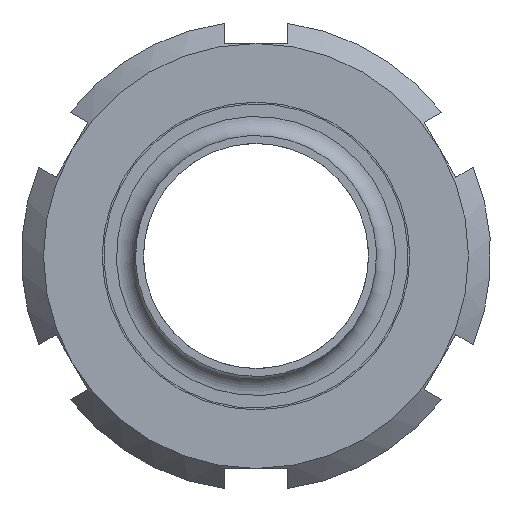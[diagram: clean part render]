
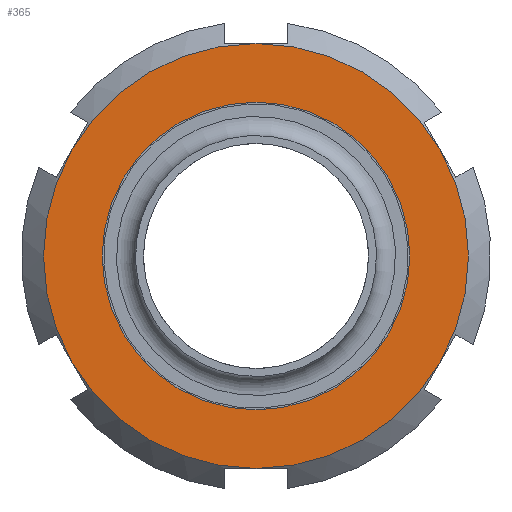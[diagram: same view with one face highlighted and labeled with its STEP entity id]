
A CAD part, front view. The second image highlights one B-rep face of the part: STEP entity #365.
In plain terms, the highlighted planar face has unit normal (0, -1, 0).
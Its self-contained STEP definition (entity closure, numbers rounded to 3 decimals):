
#18 = CARTESIAN_POINT ( 'NONE',  ( 29.012, 0., -16.75 ) ) ;
#19 = CARTESIAN_POINT ( 'NONE',  ( 0., 0., -33.5 ) ) ;
#30 = CARTESIAN_POINT ( 'NONE',  ( 29.012, 0., 16.75 ) ) ;
#40 = CARTESIAN_POINT ( 'NONE',  ( 0., 0., 33.5 ) ) ;
#49 = CARTESIAN_POINT ( 'NONE',  ( -29.012, 0., 16.75 ) ) ;
#59 = CARTESIAN_POINT ( 'NONE',  ( -29.012, 0., -16.75 ) ) ;
#115 = CARTESIAN_POINT ( 'NONE',  ( 33.5, 0., 0. ) ) ;
#118 = PLANE ( 'NONE',  #940 ) ;
#161 = EDGE_LOOP ( 'NONE', ( #317 ) ) ;
#166 = EDGE_LOOP ( 'NONE', ( #311, #312, #313, #314, #315, #316 ) ) ;
#227 = VERTEX_POINT ( 'NONE', #18 ) ;
#228 = VERTEX_POINT ( 'NONE', #19 ) ;
#239 = VERTEX_POINT ( 'NONE', #30 ) ;
#249 = VERTEX_POINT ( 'NONE', #40 ) ;
#258 = VERTEX_POINT ( 'NONE', #49 ) ;
#268 = VERTEX_POINT ( 'NONE', #59 ) ;
#311 = ORIENTED_EDGE ( 'NONE', *, *, #547, .F. ) ;
#312 = ORIENTED_EDGE ( 'NONE', *, *, #890, .F. ) ;
#313 = ORIENTED_EDGE ( 'NONE', *, *, #906, .F. ) ;
#314 = ORIENTED_EDGE ( 'NONE', *, *, #514, .F. ) ;
#315 = ORIENTED_EDGE ( 'NONE', *, *, #528, .F. ) ;
#316 = ORIENTED_EDGE ( 'NONE', *, *, #542, .F. ) ;
#317 = ORIENTED_EDGE ( 'NONE', *, *, #548, .T. ) ;
#365 = ADVANCED_FACE ( 'NONE', ( #696, #710 ), #118, .F. ) ;
#473 = DIRECTION ( 'NONE',  ( 0., 0., 1. ) ) ;
#474 = DIRECTION ( 'NONE',  ( 0., 1., 0. ) ) ;
#489 = DIRECTION ( 'NONE',  ( 0., 0., 1. ) ) ;
#514 = EDGE_CURVE ( 'NONE', #249, #239, #766, .T. ) ;
#528 = EDGE_CURVE ( 'NONE', #258, #249, #780, .T. ) ;
#542 = EDGE_CURVE ( 'NONE', #268, #258, #788, .T. ) ;
#547 = EDGE_CURVE ( 'NONE', #228, #268, #794, .T. ) ;
#548 = EDGE_CURVE ( 'NONE', #1753, #1753, #793, .T. ) ;
#696 = FACE_OUTER_BOUND ( 'NONE', #166, .T. ) ;
#710 = FACE_BOUND ( 'NONE', #161, .T. ) ;
#766 = CIRCLE ( 'NONE', #1251, 33.5 ) ;
#780 = CIRCLE ( 'NONE', #1255, 33.5 ) ;
#788 = CIRCLE ( 'NONE', #1259, 33.5 ) ;
#793 = CIRCLE ( 'NONE', #1263, 24.25 ) ;
#794 = CIRCLE ( 'NONE', #1262, 33.5 ) ;
#843 = CIRCLE ( 'NONE', #1286, 33.5 ) ;
#890 = EDGE_CURVE ( 'NONE', #227, #228, #843, .T. ) ;
#906 = EDGE_CURVE ( 'NONE', #239, #227, #1707, .T. ) ;
#940 = AXIS2_PLACEMENT_3D ( 'NONE', #115, #474, #473 ) ;
#1117 = CARTESIAN_POINT ( 'NONE',  ( 0., 0., 0. ) ) ;
#1118 = DIRECTION ( 'NONE',  ( 0., 1., 0. ) ) ;
#1119 = DIRECTION ( 'NONE',  ( 0., 0., 1. ) ) ;
#1169 = CARTESIAN_POINT ( 'NONE',  ( 0., 0., 0. ) ) ;
#1170 = DIRECTION ( 'NONE',  ( 0., 1., 0. ) ) ;
#1171 = DIRECTION ( 'NONE',  ( 0., 0., 1. ) ) ;
#1217 = CARTESIAN_POINT ( 'NONE',  ( 0., 0., 0. ) ) ;
#1218 = DIRECTION ( 'NONE',  ( 0., 1., 0. ) ) ;
#1219 = DIRECTION ( 'NONE',  ( 0., 0., 1. ) ) ;
#1228 = CARTESIAN_POINT ( 'NONE',  ( 0., 0., 0. ) ) ;
#1229 = DIRECTION ( 'NONE',  ( 0., 1., 0. ) ) ;
#1251 = AXIS2_PLACEMENT_3D ( 'NONE', #1117, #1118, #1119 ) ;
#1255 = AXIS2_PLACEMENT_3D ( 'NONE', #1169, #1170, #1171 ) ;
#1259 = AXIS2_PLACEMENT_3D ( 'NONE', #1217, #1218, #1219 ) ;
#1262 = AXIS2_PLACEMENT_3D ( 'NONE', #1228, #1229, #489 ) ;
#1263 = AXIS2_PLACEMENT_3D ( 'NONE', #1447, #1448, #1449 ) ;
#1286 = AXIS2_PLACEMENT_3D ( 'NONE', #1607, #1608, #1609 ) ;
#1290 = AXIS2_PLACEMENT_3D ( 'NONE', #1662, #1663, #1664 ) ;
#1447 = CARTESIAN_POINT ( 'NONE',  ( 0., 0., 0. ) ) ;
#1448 = DIRECTION ( 'NONE',  ( 0., 1., 0. ) ) ;
#1449 = DIRECTION ( 'NONE',  ( 0., 0., 1. ) ) ;
#1607 = CARTESIAN_POINT ( 'NONE',  ( 0., 0., 0. ) ) ;
#1608 = DIRECTION ( 'NONE',  ( 0., 1., 0. ) ) ;
#1609 = DIRECTION ( 'NONE',  ( 0., 0., 1. ) ) ;
#1662 = CARTESIAN_POINT ( 'NONE',  ( 0., 0., 0. ) ) ;
#1663 = DIRECTION ( 'NONE',  ( 0., 1., 0. ) ) ;
#1664 = DIRECTION ( 'NONE',  ( 0., 0., 1. ) ) ;
#1707 = CIRCLE ( 'NONE', #1290, 33.5 ) ;
#1753 = VERTEX_POINT ( 'NONE', #2030 ) ;
#2030 = CARTESIAN_POINT ( 'NONE',  ( 0., 0., 24.25 ) ) ;
